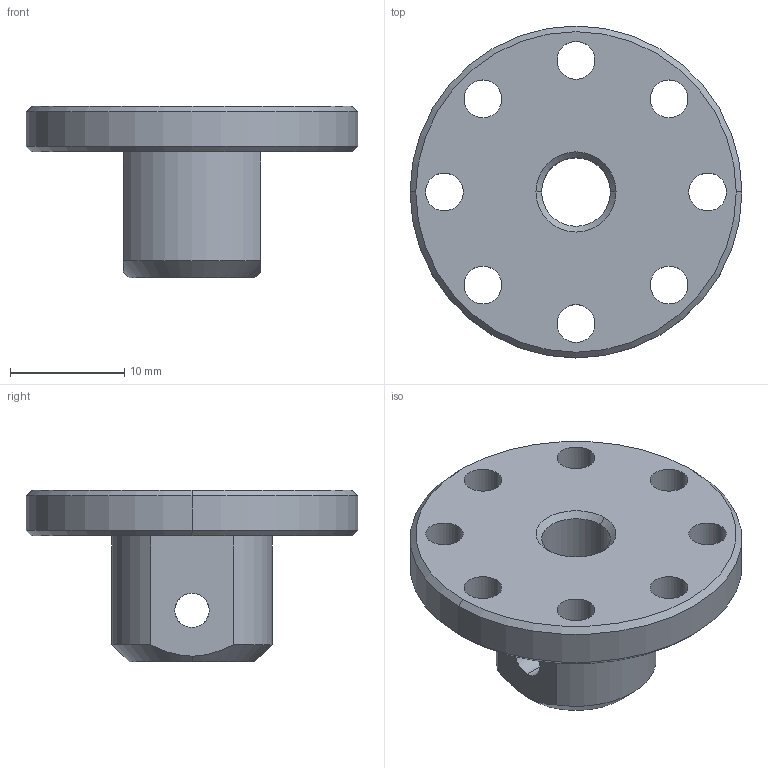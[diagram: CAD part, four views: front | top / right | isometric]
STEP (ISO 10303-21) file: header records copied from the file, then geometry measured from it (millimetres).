
FILE_DESCRIPTION (( 'STEP AP203' ), '1' );
FILE_NAME ('Supp std Tmotor U10.STEP', '2016-11-29T09:49:28', ( '' ), ( '' ), 'SwSTEP 2.0', 'SolidWorks 2016', '' );
FILE_SCHEMA (( 'CONFIG_CONTROL_DESIGN' ));
Length unit declared in the file: millimetre
Products named in the file (1): Supp std Tmotor U10
Bounding box: 29 x 29 x 15 mm (x, y, z)
Volume: 3423.8 mm3; surface area: 2514.4 mm2
Topology: 1 solids, 1 shells, 41 faces, 108 edges, 68 vertices
Faces by surface type: cylinder 26, cone 10, plane 5
Entity records: 1517 total; most frequent: CARTESIAN_POINT 346, DIRECTION 242, ORIENTED_EDGE 216, EDGE_CURVE 108, AXIS2_PLACEMENT_3D 100, VERTEX_POINT 68, EDGE_LOOP 62, CIRCLE 58
